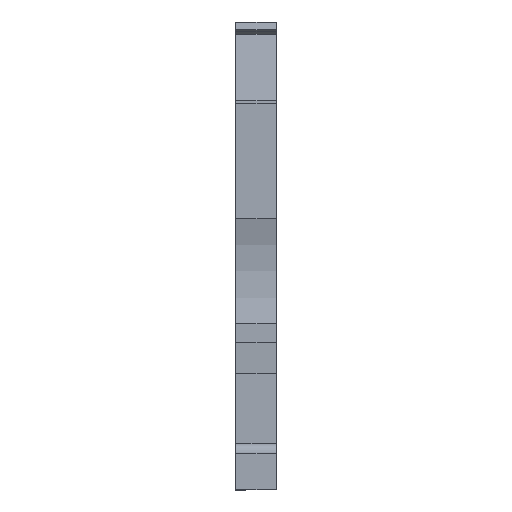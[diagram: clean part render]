
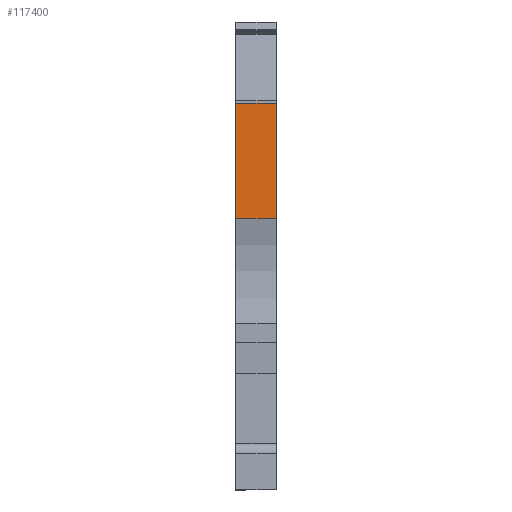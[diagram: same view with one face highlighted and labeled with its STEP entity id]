
A CAD part, front view. The second image highlights one B-rep face of the part: STEP entity #117400.
In plain terms, the highlighted face is planar.
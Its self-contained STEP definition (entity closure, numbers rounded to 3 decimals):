
#5820=CARTESIAN_POINT('',(4.347,16.339,
-3.5));
#5830=VERTEX_POINT('',#5820);
#5860=CARTESIAN_POINT('',(5.286,8.691,
-3.5));
#5870=DIRECTION('',(0.122,-0.993,
0.));
#5880=VECTOR('',#5870,1.);
#5890=LINE('',#5860,#5880);
#5900=CARTESIAN_POINT('',(5.548,6.551,
-3.5));
#5910=VERTEX_POINT('',#5900);
#5920=EDGE_CURVE('',#5830,#5910,#5890,.T.);
#13820=CARTESIAN_POINT('',(5.548,6.551,
0.));
#13830=VERTEX_POINT('',#13820);
#13860=CARTESIAN_POINT('',(5.286,8.691,
0.));
#13870=DIRECTION('',(0.122,-0.993,
0.));
#13880=VECTOR('',#13870,1.);
#13890=LINE('',#13860,#13880);
#13900=CARTESIAN_POINT('',(4.347,16.339,
0.));
#13910=VERTEX_POINT('',#13900);
#13920=EDGE_CURVE('',#13910,#13830,#13890,.T.);
#117080=CARTESIAN_POINT('',(4.347,16.339,
-3.5));
#117090=DIRECTION('',(0.,0.,-1.));
#117100=VECTOR('',#117090,1.);
#117110=LINE('',#117080,#117100);
#117120=EDGE_CURVE('',#13910,#5830,#117110,.T.);
#117240=CARTESIAN_POINT('',(4.381,16.061,
-3.5));
#117250=DIRECTION('',(0.993,0.122,
0.));
#117260=DIRECTION('',(-0.122,0.993,
0.));
#117270=AXIS2_PLACEMENT_3D('',#117240,#117250,#117260);
#117280=PLANE('',#117270);
#117290=CARTESIAN_POINT('',(5.548,6.551,
-3.5));
#117300=DIRECTION('',(0.,0.,1.));
#117310=VECTOR('',#117300,1.);
#117320=LINE('',#117290,#117310);
#117330=EDGE_CURVE('',#5910,#13830,#117320,.T.);
#117340=ORIENTED_EDGE('',*,*,#117330,.T.);
#117350=ORIENTED_EDGE('',*,*,#5920,.T.);
#117360=ORIENTED_EDGE('',*,*,#117120,.T.);
#117370=ORIENTED_EDGE('',*,*,#13920,.F.);
#117380=EDGE_LOOP('',(#117370,#117360,#117350,#117340));
#117390=FACE_OUTER_BOUND('',#117380,.T.);
#117400=ADVANCED_FACE('',(#117390),#117280,.F.);
